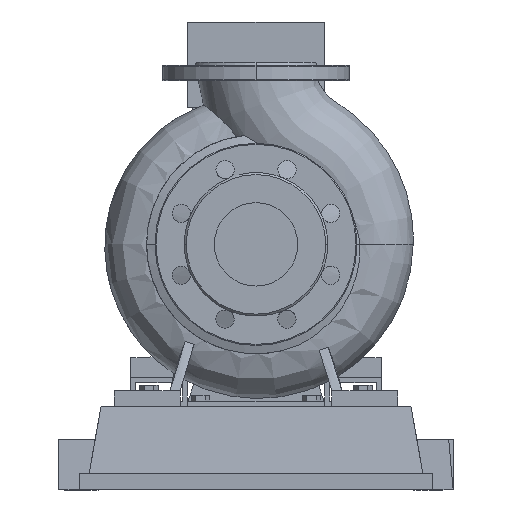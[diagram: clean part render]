
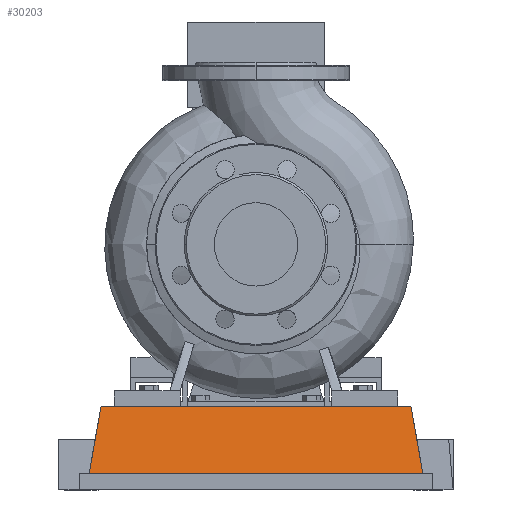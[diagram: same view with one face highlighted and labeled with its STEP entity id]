
A CAD part, left-side view. The second image highlights one B-rep face of the part: STEP entity #30203.
In plain terms, the highlighted planar face has unit normal (-0.985, 0, 0.174).
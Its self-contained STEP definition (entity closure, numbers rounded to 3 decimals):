
#28459=CARTESIAN_POINT('',(-77.5,-165.,16.6));
#28460=VERTEX_POINT('',#28459);
#28467=CARTESIAN_POINT('',(-77.5,165.0,16.6));
#28468=VERTEX_POINT('',#28467);
#28469=CARTESIAN_POINT('',(-77.5,-165.,16.6));
#28470=DIRECTION('',(0.0,1.0,0.0));
#28471=VECTOR('',#28470,330.0);
#28472=LINE('',#28469,#28471);
#28473=EDGE_CURVE('',#28460,#28468,#28472,.T.);
#29937=CARTESIAN_POINT('',(-65.792,-153.292,83.0));
#29938=VERTEX_POINT('',#29937);
#29945=CARTESIAN_POINT('',(-77.5,-165.,16.6));
#29946=DIRECTION('',(0.171,0.171,0.97));
#29947=VECTOR('',#29946,68.433);
#29948=LINE('',#29945,#29947);
#29949=EDGE_CURVE('',#28460,#29938,#29948,.T.);
#30180=CARTESIAN_POINT('',(-77.5,-165.,16.6));
#30181=DIRECTION('',(-0.985,0.,0.174));
#30182=DIRECTION('',(0.0,-1.0,0.0));
#30183=AXIS2_PLACEMENT_3D('',#30180,#30181,#30182);
#30184=PLANE('',#30183);
#30185=CARTESIAN_POINT('',(-65.792,153.292,83.0));
#30186=VERTEX_POINT('',#30185);
#30187=CARTESIAN_POINT('',(-65.792,-153.292,83.0));
#30188=DIRECTION('',(0.0,1.0,0.0));
#30189=VECTOR('',#30188,306.584);
#30190=LINE('',#30187,#30189);
#30191=EDGE_CURVE('',#29938,#30186,#30190,.T.);
#30192=ORIENTED_EDGE('',*,*,#30191,.T.);
#30193=CARTESIAN_POINT('',(-77.5,165.0,16.6));
#30194=DIRECTION('',(0.171,-0.171,0.97));
#30195=VECTOR('',#30194,68.433);
#30196=LINE('',#30193,#30195);
#30197=EDGE_CURVE('',#28468,#30186,#30196,.T.);
#30198=ORIENTED_EDGE('',*,*,#30197,.F.);
#30199=ORIENTED_EDGE('',*,*,#28473,.F.);
#30200=ORIENTED_EDGE('',*,*,#29949,.T.);
#30201=EDGE_LOOP('',(#30192,#30198,#30199,#30200));
#30202=FACE_OUTER_BOUND('',#30201,.T.);
#30203=ADVANCED_FACE('',(#30202),#30184,.T.);
